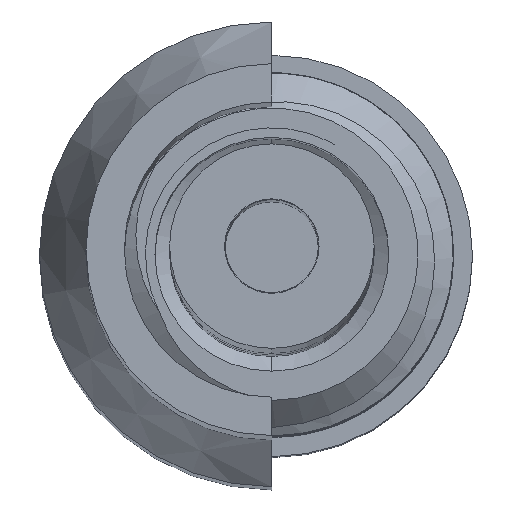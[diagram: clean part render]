
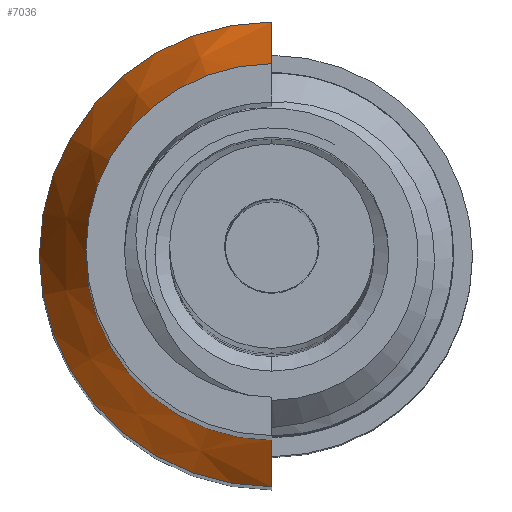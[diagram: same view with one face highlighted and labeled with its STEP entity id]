
A CAD part, top view. The second image highlights one B-rep face of the part: STEP entity #7036.
In plain terms, the highlighted conical face has half-angle 19.322 degrees and reference radius 2.25 mm.
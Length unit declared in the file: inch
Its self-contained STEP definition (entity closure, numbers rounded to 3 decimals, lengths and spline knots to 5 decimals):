
#6797=DIRECTION('',(0.,0.331,0.944));
#6798=VECTOR('',#6797,0.05949);
#6799=CARTESIAN_POINT('',(0.,-0.09843,-0.73977));
#6800=LINE('',#6799,#6798);
#6845=DIRECTION('',(0.,-0.331,0.944));
#6846=VECTOR('',#6845,0.05949);
#6847=CARTESIAN_POINT('',(0.,0.09843,-0.73977));
#6848=LINE('',#6847,#6846);
#6872=CARTESIAN_POINT('',(0.,0.,-0.73977));
#6873=DIRECTION('',(0.,0.,1.));
#6874=DIRECTION('',(0.,1.,0.));
#6875=AXIS2_PLACEMENT_3D('',#6872,#6873,#6874);
#6877=CARTESIAN_POINT('',(0.,0.,-0.68363));
#6878=DIRECTION('',(0.,0.,1.));
#6879=DIRECTION('',(0.,1.,0.));
#6880=AXIS2_PLACEMENT_3D('',#6877,#6878,#6879);
#6917=CARTESIAN_POINT('',(0.,0.09843,-0.73977));
#6918=CARTESIAN_POINT('',(0.,0.07874,-0.68363));
#6919=VERTEX_POINT('',#6917);
#6920=VERTEX_POINT('',#6918);
#6931=CARTESIAN_POINT('',(0.,-0.09843,-0.73977));
#6932=CARTESIAN_POINT('',(0.,-0.07874,-0.68363));
#6933=VERTEX_POINT('',#6931);
#6934=VERTEX_POINT('',#6932);
#7024=CARTESIAN_POINT('',(0.,0.,-0.7117));
#7025=DIRECTION('',(0.,0.,-1.));
#7026=DIRECTION('',(0.,-1.,0.));
#7027=AXIS2_PLACEMENT_3D('',#7024,#7025,#7026);
#7028=CONICAL_SURFACE('',#7027,0.08858,19.322);
#7029=ORIENTED_EDGE('',*,*,#6976,.T.);
#7031=ORIENTED_EDGE('',*,*,#7030,.T.);
#7032=ORIENTED_EDGE('',*,*,#6952,.F.);
#7033=ORIENTED_EDGE('',*,*,#7018,.F.);
#7034=EDGE_LOOP('',(#7029,#7031,#7032,#7033));
#7035=FACE_OUTER_BOUND('',#7034,.F.);
#7036=ADVANCED_FACE('',(#7035),#7028,.T.);
#6876=CIRCLE('',#6875,0.09843);
#6881=CIRCLE('',#6880,0.07874);
#6952=EDGE_CURVE('',#6933,#6934,#6800,.T.);
#6976=EDGE_CURVE('',#6919,#6920,#6848,.T.);
#7018=EDGE_CURVE('',#6919,#6933,#6876,.T.);
#7030=EDGE_CURVE('',#6920,#6934,#6881,.T.);
